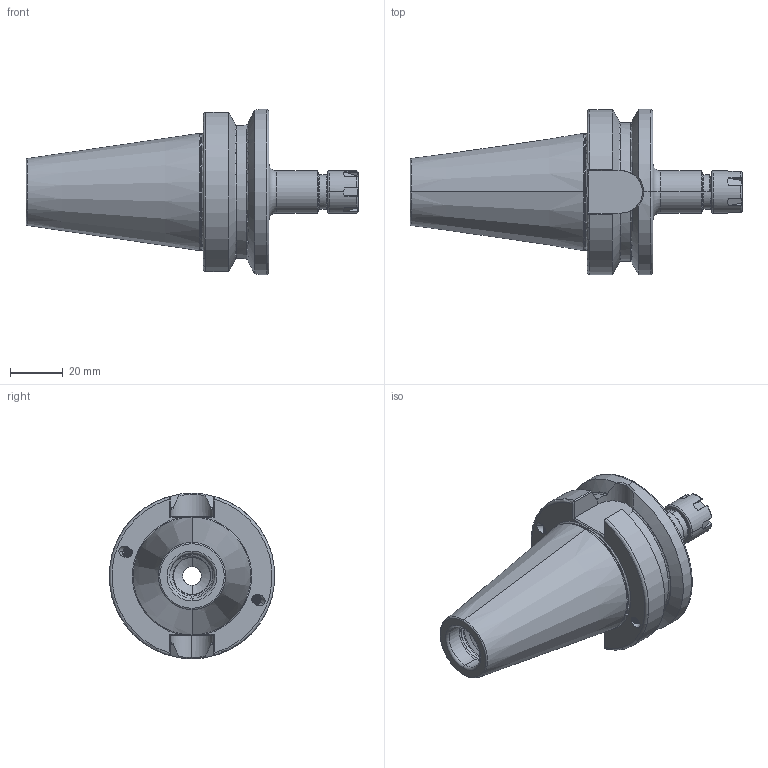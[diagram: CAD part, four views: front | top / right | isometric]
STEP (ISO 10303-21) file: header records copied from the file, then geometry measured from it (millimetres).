
FILE_DESCRIPTION (( 'STEP AP203' ), '1' );
FILE_NAME ('406.02.07.STEP', '2016-11-25T10:51:52', ( '' ), ( '' ), 'SwSTEP 2.0', 'SolidWorks 2012', '' );
FILE_SCHEMA (( 'CONFIG_CONTROL_DESIGN' ));
Length unit declared in the file: millimetre
Products named in the file (3): 2-01.300.0110120D4_ER11螺帽(M型); 406.02.07
Assembly tree (2 placements, depth 2):
  406.02.07
    406.02.07
    2-01.300.0110120D4_ER11螺帽(M型)
Bounding box: 126.3 x 63 x 63 mm (x, y, z)
Volume: 125360.4 mm3; surface area: 28462.5 mm2
Topology: 2 solids, 2 shells, 394 faces, 1056 edges, 665 vertices
Faces by surface type: cylinder 179, plane 92, torus 55, bspline 42, cone 26
Entity records: 24712 total; most frequent: CARTESIAN_POINT 15811, ORIENTED_EDGE 2108, DIRECTION 1505, EDGE_CURVE 1054, VERTEX_POINT 665, AXIS2_PLACEMENT_3D 571, EDGE_LOOP 407, FACE_OUTER_BOUND 394
